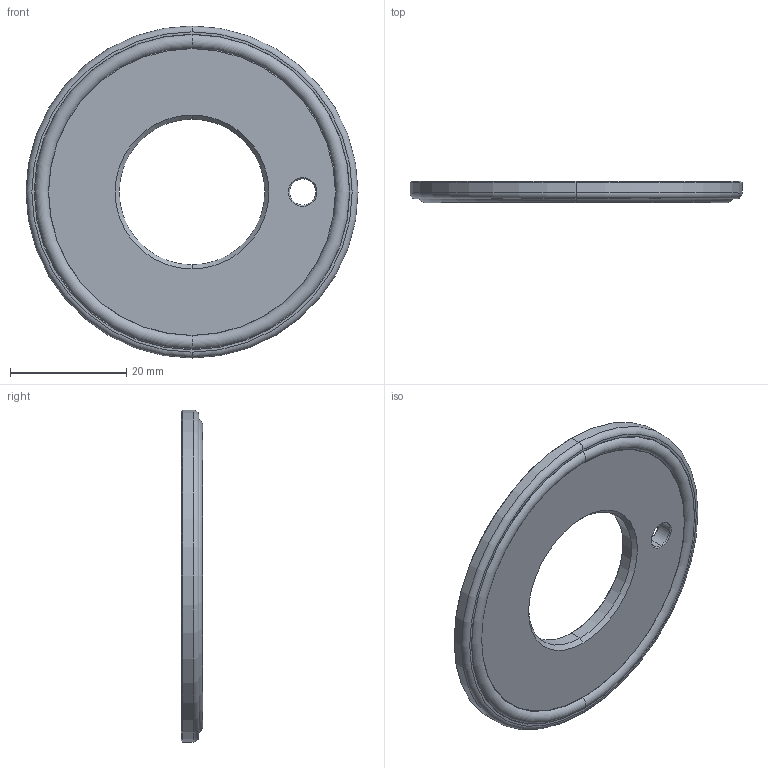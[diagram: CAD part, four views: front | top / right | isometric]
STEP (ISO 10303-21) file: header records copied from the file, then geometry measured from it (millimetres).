
FILE_DESCRIPTION (( 'STEP AP214' ), '1' );
FILE_NAME ('804 280 Distanzscheibe Speedy classic 2 TWISTER ø25 058-153.STEP', '2016-04-22T07:40:55', ( '' ), ( '' ), 'SwSTEP 2.0', 'SolidWorks 2015', '' );
FILE_SCHEMA (( 'AUTOMOTIVE_DESIGN' ));
Length unit declared in the file: millimetre
Products named in the file (1): 804 280 Distanzscheibe Speedy classic 2 TWISTER ø25 058-153
Bounding box: 57 x 3.64 x 57 mm (x, y, z)
Volume: 6230.9 mm3; surface area: 4866.1 mm2
Topology: 1 solids, 1 shells, 27 faces, 56 edges, 32 vertices
Faces by surface type: cone 10, torus 8, cylinder 6, plane 3
Entity records: 764 total; most frequent: DIRECTION 152, CARTESIAN_POINT 116, ORIENTED_EDGE 112, AXIS2_PLACEMENT_3D 68, EDGE_CURVE 56, CIRCLE 40, EDGE_LOOP 32, VERTEX_POINT 32
